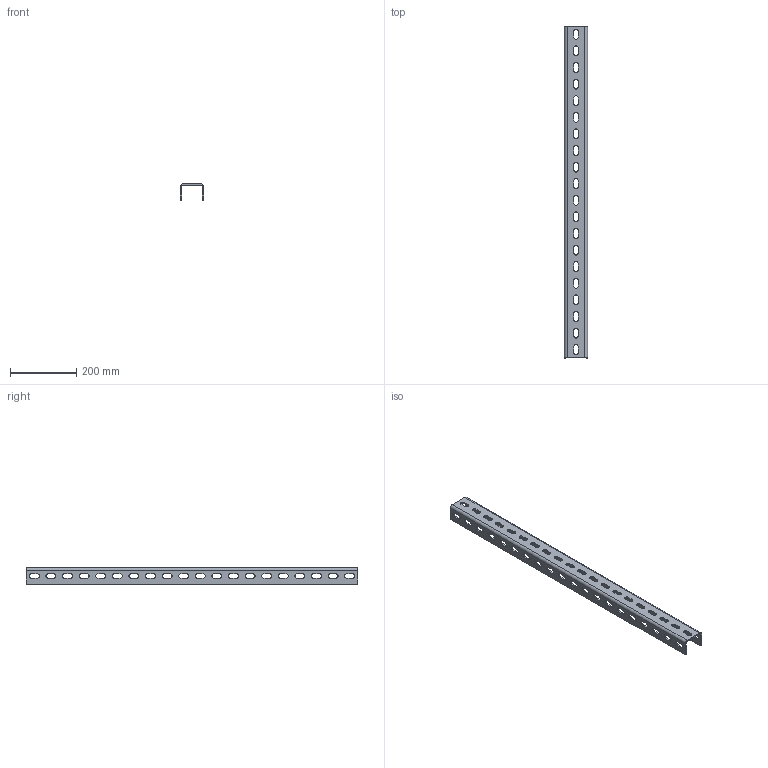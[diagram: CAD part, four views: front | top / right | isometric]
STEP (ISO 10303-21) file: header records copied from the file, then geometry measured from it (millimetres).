
FILE_DESCRIPTION((''),'2;1');
FILE_NAME('616310_PRT','2018-12-05T15:35:38',('tomasz.grudniewski'),(''),'CREO PARAMETRIC BY PTC INC, 2018260','CREO PARAMETRIC BY PTC INC, 2018260','');
FILE_SCHEMA(('CONFIG_CONTROL_DESIGN'));
Length unit declared in the file: millimetre
Products named in the file (1): 616310_PRT
Bounding box: 70 x 1000 x 50 mm (x, y, z)
Volume: 542502.5 mm3; surface area: 298467.8 mm2
Topology: 1 solids, 1 shells, 262 faces, 764 edges, 504 vertices
Faces by surface type: plane 138, cylinder 124
Entity records: 8986 total; most frequent: DIRECTION 1536, CARTESIAN_POINT 1530, ORIENTED_EDGE 1528, EDGE_CURVE 764, VECTOR 516, LINE 516, AXIS2_PLACEMENT_3D 510, VERTEX_POINT 504
